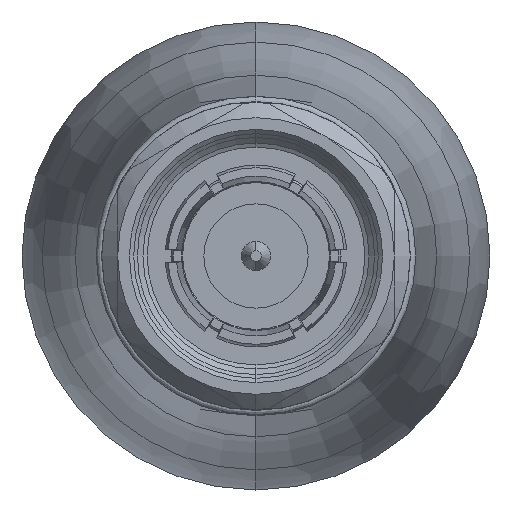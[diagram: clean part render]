
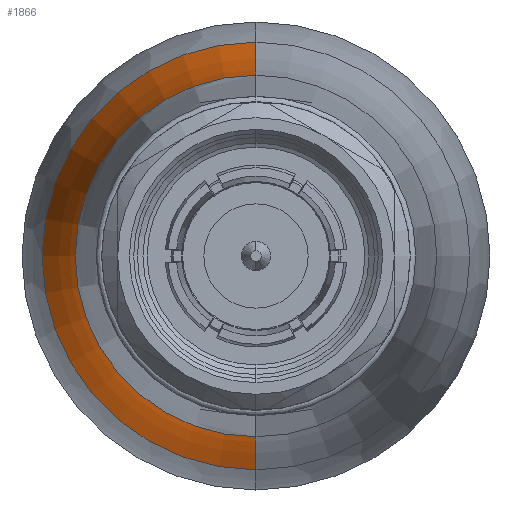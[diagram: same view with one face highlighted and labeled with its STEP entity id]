
A CAD part, left-side view. The second image highlights one B-rep face of the part: STEP entity #1866.
In plain terms, the highlighted toroidal (fillet/blend) face has major radius 58.467 mm and minor radius 50 mm.
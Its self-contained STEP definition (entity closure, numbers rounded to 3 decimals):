
#120 = ORIENTED_EDGE ( 'NONE', *, *, #3602, .F. ) ;
#164 = DIRECTION ( 'NONE',  ( -1., 0., 0. ) ) ;
#714 = AXIS2_PLACEMENT_3D ( 'NONE', #1901, #3833, #1379 ) ;
#719 = CIRCLE ( 'NONE', #714, 8.498 ) ;
#807 = DIRECTION ( 'NONE',  ( 1., 0., 0. ) ) ;
#957 = CARTESIAN_POINT ( 'NONE',  ( 57.178, 0., 0. ) ) ;
#1213 = CIRCLE ( 'NONE', #4886, 50. ) ;
#1319 = CARTESIAN_POINT ( 'NONE',  ( 57.178, 0., 10.05 ) ) ;
#1379 = DIRECTION ( 'NONE',  ( 0., 0., 1. ) ) ;
#1531 = AXIS2_PLACEMENT_3D ( 'NONE', #1569, #1596, #4386 ) ;
#1537 = DIRECTION ( 'NONE',  ( 0., -1., 0. ) ) ;
#1569 = CARTESIAN_POINT ( 'NONE',  ( 44.697, 0., -58.467 ) ) ;
#1596 = DIRECTION ( 'NONE',  ( 0., 1., 0. ) ) ;
#1678 = ORIENTED_EDGE ( 'NONE', *, *, #3279, .F. ) ;
#1703 = FACE_OUTER_BOUND ( 'NONE', #2956, .T. ) ;
#1866 = ADVANCED_FACE ( 'NONE', ( #1703 ), #3942, .F. ) ;
#1901 = CARTESIAN_POINT ( 'NONE',  ( 46.442, 0., 0. ) ) ;
#1927 = VERTEX_POINT ( 'NONE', #3321 ) ;
#1968 = CIRCLE ( 'NONE', #5053, 10.05 ) ;
#2141 = CARTESIAN_POINT ( 'NONE',  ( 57.178, 0., -10.05 ) ) ;
#2256 = VERTEX_POINT ( 'NONE', #2141 ) ;
#2351 = ORIENTED_EDGE ( 'NONE', *, *, #3689, .T. ) ;
#2472 = CARTESIAN_POINT ( 'NONE',  ( 46.442, 0., 8.498 ) ) ;
#2476 = DIRECTION ( 'NONE',  ( 0., 0., 1. ) ) ;
#2956 = EDGE_LOOP ( 'NONE', ( #1678, #120, #2351, #3456 ) ) ;
#3279 = EDGE_CURVE ( 'NONE', #1927, #2256, #3949, .T. ) ;
#3321 = CARTESIAN_POINT ( 'NONE',  ( 46.442, 0., -8.498 ) ) ;
#3456 = ORIENTED_EDGE ( 'NONE', *, *, #3851, .T. ) ;
#3602 = EDGE_CURVE ( 'NONE', #4928, #1927, #719, .T. ) ;
#3688 = AXIS2_PLACEMENT_3D ( 'NONE', #4887, #164, #4489 ) ;
#3689 = EDGE_CURVE ( 'NONE', #4928, #4837, #1213, .T. ) ;
#3833 = DIRECTION ( 'NONE',  ( -1., 0., 0. ) ) ;
#3851 = EDGE_CURVE ( 'NONE', #4837, #2256, #1968, .T. ) ;
#3942 = TOROIDAL_SURFACE ( 'NONE', #3688, 58.467, 50. ) ;
#3949 = CIRCLE ( 'NONE', #1531, 50. ) ;
#4386 = DIRECTION ( 'NONE',  ( 0., 0., 1. ) ) ;
#4481 = DIRECTION ( 'NONE',  ( -1., 0., 0. ) ) ;
#4489 = DIRECTION ( 'NONE',  ( 0., 0., 1. ) ) ;
#4744 = CARTESIAN_POINT ( 'NONE',  ( 44.697, 0., 58.467 ) ) ;
#4837 = VERTEX_POINT ( 'NONE', #1319 ) ;
#4886 = AXIS2_PLACEMENT_3D ( 'NONE', #4744, #1537, #807 ) ;
#4887 = CARTESIAN_POINT ( 'NONE',  ( 44.697, 0., 0. ) ) ;
#4928 = VERTEX_POINT ( 'NONE', #2472 ) ;
#5053 = AXIS2_PLACEMENT_3D ( 'NONE', #957, #4481, #2476 ) ;
